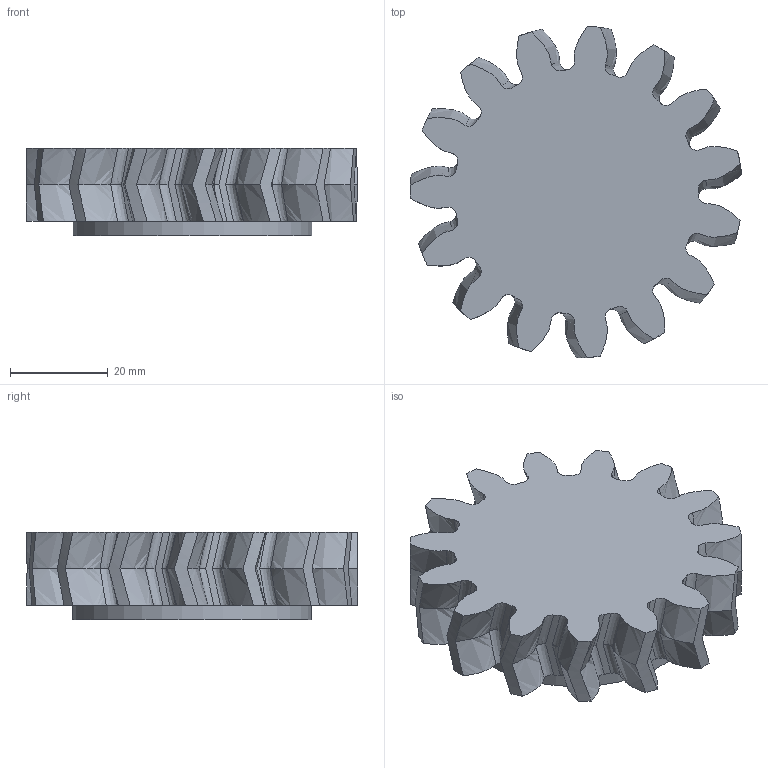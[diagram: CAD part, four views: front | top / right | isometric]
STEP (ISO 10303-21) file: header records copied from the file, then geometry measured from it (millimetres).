
FILE_DESCRIPTION(/* description */ (''),/* implementation_level */ '2;1');
FILE_NAME(/* name */ 'uMule-drive_gear1.1-x1.stp',/* time_stamp */ '2024-11-03T18:32:43+01:00',/* author */ ('owozn'),/* organization */ (''),/* preprocessor_version */ 'ST-DEVELOPER v20',/* originating_system */ 'Autodesk Inventor 2024',/* authorisation */ '');
FILE_SCHEMA (('AUTOMOTIVE_DESIGN { 1 0 10303 214 3 1 1 }'));
Length unit declared in the file: millimetre
Products named in the file (1): Part Studio 1 - Spur gear (15 teeth) (2)
Bounding box: 67.82 x 67.93 x 18 mm (x, y, z)
Volume: 41672.5 mm3; surface area: 12458.5 mm2
Topology: 1 solids, 1 shells, 181 faces, 535 edges, 418 vertices
Faces by surface type: bspline 120, cylinder 48, plane 13
Full cylindrical faces by diameter (mm): 40 x1, 49 x1
Entity records: 27235 total; most frequent: CARTESIAN_POINT 22804, ORIENTED_EDGE 996, DIRECTION 888, EDGE_CURVE 498, AXIS2_PLACEMENT_3D 423, VERTEX_POINT 322, EDGE_LOOP 184, FACE_OUTER_BOUND 181
